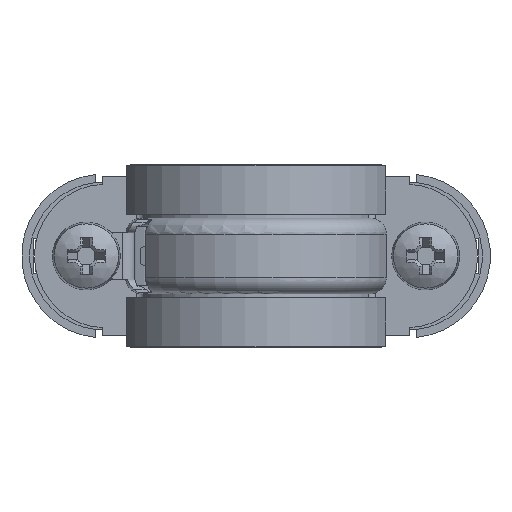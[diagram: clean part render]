
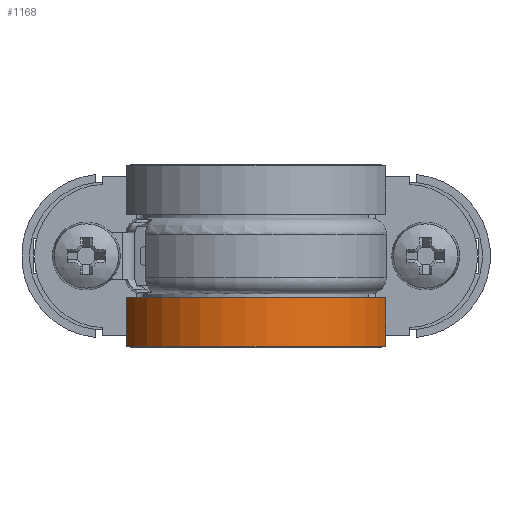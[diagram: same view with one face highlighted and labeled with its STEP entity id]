
A CAD part, front view. The second image highlights one B-rep face of the part: STEP entity #1168.
In plain terms, the highlighted cylindrical face has radius 17.05 mm (diameter 34.1 mm), a partial arc.
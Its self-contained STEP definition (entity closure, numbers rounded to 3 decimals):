
#1110=CARTESIAN_POINT('',(-16.261,-5.127,-5.219));
#1111=VERTEX_POINT('',#1110);
#1118=CARTESIAN_POINT('',(16.261,-5.127,-5.219));
#1119=VERTEX_POINT('',#1118);
#1120=CARTESIAN_POINT('',(0.0,0.0,-5.219));
#1121=DIRECTION('',(0.0,0.0,-1.0));
#1122=DIRECTION('',(0.954,-0.301,0.0));
#1123=AXIS2_PLACEMENT_3D('',#1120,#1121,#1122);
#1124=CIRCLE('',#1123,17.05);
#1125=EDGE_CURVE('',#1119,#1111,#1124,.T.);
#1137=CARTESIAN_POINT('',(0.0,0.0,-8.269));
#1138=DIRECTION('',(0.0,0.0,-1.0));
#1139=DIRECTION('',(0.954,-0.301,0.0));
#1140=AXIS2_PLACEMENT_3D('',#1137,#1138,#1139);
#1141=CYLINDRICAL_SURFACE('',#1140,17.05);
#1142=CARTESIAN_POINT('',(-16.261,-5.127,-11.319));
#1143=VERTEX_POINT('',#1142);
#1144=CARTESIAN_POINT('',(-16.261,-5.127,-5.219));
#1145=DIRECTION('',(0.0,0.0,-1.0));
#1146=VECTOR('',#1145,6.1);
#1147=LINE('',#1144,#1146);
#1148=EDGE_CURVE('',#1111,#1143,#1147,.T.);
#1149=ORIENTED_EDGE('',*,*,#1148,.T.);
#1150=CARTESIAN_POINT('',(16.261,-5.127,-11.319));
#1151=VERTEX_POINT('',#1150);
#1152=CARTESIAN_POINT('',(0.0,0.0,-11.319));
#1153=DIRECTION('',(0.0,0.0,-1.0));
#1154=DIRECTION('',(0.954,-0.301,0.0));
#1155=AXIS2_PLACEMENT_3D('',#1152,#1153,#1154);
#1156=CIRCLE('',#1155,17.05);
#1157=EDGE_CURVE('',#1151,#1143,#1156,.T.);
#1158=ORIENTED_EDGE('',*,*,#1157,.F.);
#1159=CARTESIAN_POINT('',(16.261,-5.127,-11.319));
#1160=DIRECTION('',(0.0,0.0,1.0));
#1161=VECTOR('',#1160,6.1);
#1162=LINE('',#1159,#1161);
#1163=EDGE_CURVE('',#1151,#1119,#1162,.T.);
#1164=ORIENTED_EDGE('',*,*,#1163,.T.);
#1165=ORIENTED_EDGE('',*,*,#1125,.T.);
#1166=EDGE_LOOP('',(#1149,#1158,#1164,#1165));
#1167=FACE_OUTER_BOUND('',#1166,.T.);
#1168=ADVANCED_FACE('',(#1167),#1141,.T.);
